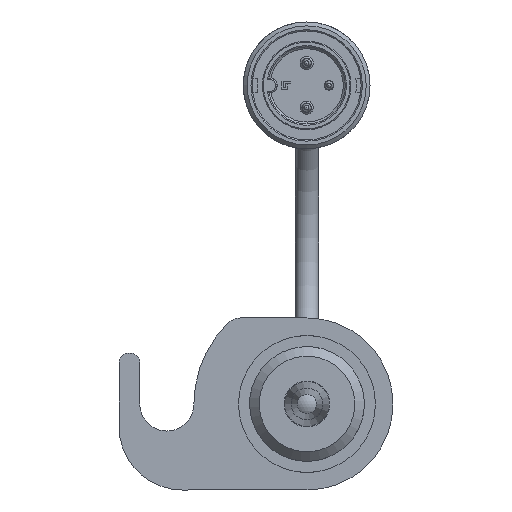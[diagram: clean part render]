
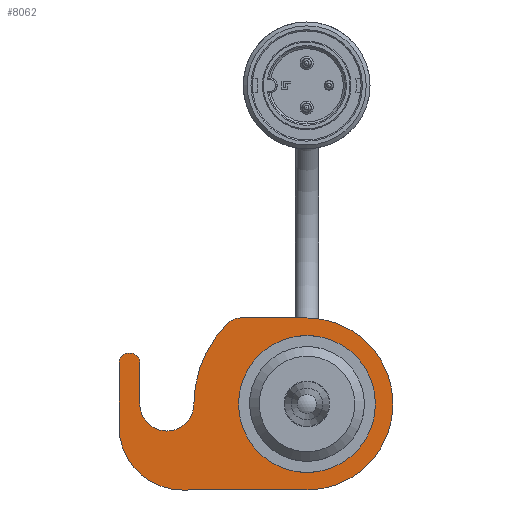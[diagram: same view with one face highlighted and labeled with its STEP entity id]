
A CAD part, left-side view. The second image highlights one B-rep face of the part: STEP entity #8062.
In plain terms, the highlighted planar face has unit normal (-1, 0, 0).
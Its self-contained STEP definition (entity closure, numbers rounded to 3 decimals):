
#662=LINE('',#13711,#1352);
#666=LINE('',#13723,#1356);
#670=LINE('',#13735,#1360);
#674=LINE('',#13747,#1364);
#678=LINE('',#13758,#1368);
#1352=VECTOR('',#11002,10.);
#1356=VECTOR('',#11014,10.);
#1360=VECTOR('',#11026,10.);
#1364=VECTOR('',#11038,10.);
#1368=VECTOR('',#11050,10.);
#1772=PLANE('',#8872);
#1865=FACE_BOUND('',#2758,.T.);
#2266=FACE_OUTER_BOUND('',#2757,.T.);
#2757=EDGE_LOOP('',(#7016,#7017,#7018,#7019,#7020,#7021,#7022,#7023,#7024,
#7025,#7026,#7027));
#2758=EDGE_LOOP('',(#7028));
#3157=CIRCLE('',#8842,10.75);
#3159=CIRCLE('',#8847,3.);
#3161=CIRCLE('',#8850,17.75);
#3163=CIRCLE('',#8853,4.25);
#3165=CIRCLE('',#8857,1.5);
#3167=CIRCLE('',#8861,1.5);
#3169=CIRCLE('',#8865,10.);
#3171=CIRCLE('',#8869,13.5);
#3853=VERTEX_POINT('',#13682);
#3855=VERTEX_POINT('',#13689);
#3856=VERTEX_POINT('',#13690);
#3859=VERTEX_POINT('',#13698);
#3861=VERTEX_POINT('',#13704);
#3863=VERTEX_POINT('',#13710);
#3865=VERTEX_POINT('',#13716);
#3867=VERTEX_POINT('',#13722);
#3869=VERTEX_POINT('',#13728);
#3871=VERTEX_POINT('',#13734);
#3873=VERTEX_POINT('',#13740);
#3875=VERTEX_POINT('',#13746);
#3877=VERTEX_POINT('',#13752);
#4905=EDGE_CURVE('',#3853,#3853,#3157,.T.);
#4907=EDGE_CURVE('',#3855,#3856,#3159,.T.);
#4911=EDGE_CURVE('',#3856,#3859,#3161,.T.);
#4914=EDGE_CURVE('',#3859,#3861,#3163,.T.);
#4917=EDGE_CURVE('',#3861,#3863,#662,.T.);
#4920=EDGE_CURVE('',#3863,#3865,#3165,.T.);
#4923=EDGE_CURVE('',#3865,#3867,#666,.T.);
#4926=EDGE_CURVE('',#3867,#3869,#3167,.T.);
#4929=EDGE_CURVE('',#3869,#3871,#670,.T.);
#4932=EDGE_CURVE('',#3871,#3873,#3169,.T.);
#4935=EDGE_CURVE('',#3873,#3875,#674,.T.);
#4938=EDGE_CURVE('',#3875,#3877,#3171,.T.);
#4941=EDGE_CURVE('',#3877,#3855,#678,.T.);
#7016=ORIENTED_EDGE('',*,*,#4941,.T.);
#7017=ORIENTED_EDGE('',*,*,#4907,.T.);
#7018=ORIENTED_EDGE('',*,*,#4911,.T.);
#7019=ORIENTED_EDGE('',*,*,#4914,.T.);
#7020=ORIENTED_EDGE('',*,*,#4917,.T.);
#7021=ORIENTED_EDGE('',*,*,#4920,.T.);
#7022=ORIENTED_EDGE('',*,*,#4923,.T.);
#7023=ORIENTED_EDGE('',*,*,#4926,.T.);
#7024=ORIENTED_EDGE('',*,*,#4929,.T.);
#7025=ORIENTED_EDGE('',*,*,#4932,.T.);
#7026=ORIENTED_EDGE('',*,*,#4935,.T.);
#7027=ORIENTED_EDGE('',*,*,#4938,.T.);
#7028=ORIENTED_EDGE('',*,*,#4905,.T.);
#8062=ADVANCED_FACE('',(#2266,#1865),#1772,.T.);
#8842=AXIS2_PLACEMENT_3D('',#13683,#10970,#10971);
#8847=AXIS2_PLACEMENT_3D('',#13691,#10980,#10981);
#8850=AXIS2_PLACEMENT_3D('',#13699,#10988,#10989);
#8853=AXIS2_PLACEMENT_3D('',#13705,#10995,#10996);
#8857=AXIS2_PLACEMENT_3D('',#13717,#11007,#11008);
#8861=AXIS2_PLACEMENT_3D('',#13729,#11019,#11020);
#8865=AXIS2_PLACEMENT_3D('',#13741,#11031,#11032);
#8869=AXIS2_PLACEMENT_3D('',#13753,#11043,#11044);
#8872=AXIS2_PLACEMENT_3D('',#13760,#11052,#11053);
#10970=DIRECTION('center_axis',(1.,0.,0.));
#10971=DIRECTION('ref_axis',(0.,0.,
-1.));
#10980=DIRECTION('center_axis',(-1.,0.,0.));
#10981=DIRECTION('ref_axis',(0.,0.,
1.));
#10988=DIRECTION('center_axis',(-1.,0.,0.));
#10989=DIRECTION('ref_axis',(0.,0.702,0.712));
#10995=DIRECTION('center_axis',(1.,0.,0.));
#10996=DIRECTION('ref_axis',(0.,-1.,0.));
#11002=DIRECTION('',(0.,0.,1.));
#11007=DIRECTION('center_axis',(-1.,0.,0.));
#11008=DIRECTION('ref_axis',(0.,-1.,0.));
#11014=DIRECTION('',(0.,1.,0.));
#11019=DIRECTION('center_axis',(-1.,0.,0.));
#11020=DIRECTION('ref_axis',(0.,0.,
1.));
#11026=DIRECTION('',(0.,0.,-1.));
#11031=DIRECTION('center_axis',(-1.,0.,0.));
#11032=DIRECTION('ref_axis',(0.,1.,0.));
#11038=DIRECTION('',(0.,-1.,0.));
#11043=DIRECTION('center_axis',(-1.,0.,0.));
#11044=DIRECTION('ref_axis',(0.,0.,
-1.));
#11050=DIRECTION('',(0.,1.,0.));
#11052=DIRECTION('center_axis',(-1.,0.,0.));
#11053=DIRECTION('ref_axis',(0.,0.,
-1.));
#13682=CARTESIAN_POINT('',(0.,0.,10.75));
#13683=CARTESIAN_POINT('Origin',(0.,0.,0.));
#13689=CARTESIAN_POINT('',(0.,10.359,13.5));
#13690=CARTESIAN_POINT('',(0.,12.466,12.636));
#13691=CARTESIAN_POINT('Origin',(0.,10.359,
10.5));
#13698=CARTESIAN_POINT('',(0.,17.75,0.));
#13699=CARTESIAN_POINT('Origin',(0.,0.,0.));
#13704=CARTESIAN_POINT('',(0.,26.25,0.));
#13705=CARTESIAN_POINT('Origin',(0.,22.,
0.));
#13710=CARTESIAN_POINT('',(0.,26.25,6.5));
#13711=CARTESIAN_POINT('',(0.,26.25,0.));
#13716=CARTESIAN_POINT('',(0.,27.75,8.));
#13717=CARTESIAN_POINT('Origin',(0.,27.75,
6.5));
#13722=CARTESIAN_POINT('',(0.,28.,8.));
#13723=CARTESIAN_POINT('',(0.,27.75,8.));
#13728=CARTESIAN_POINT('',(0.,29.5,6.5));
#13729=CARTESIAN_POINT('Origin',(0.,28.,
6.5));
#13734=CARTESIAN_POINT('',(0.,29.5,-3.5));
#13735=CARTESIAN_POINT('',(0.,29.5,6.5));
#13740=CARTESIAN_POINT('',(0.,19.5,-13.5));
#13741=CARTESIAN_POINT('Origin',(0.,19.5,
-3.5));
#13746=CARTESIAN_POINT('',(0.,0.,
-13.5));
#13747=CARTESIAN_POINT('',(0.,19.5,-13.5));
#13752=CARTESIAN_POINT('',(0.,0.,13.5));
#13753=CARTESIAN_POINT('Origin',(0.,0.,0.));
#13758=CARTESIAN_POINT('',(0.,0.,13.5));
#13760=CARTESIAN_POINT('Origin',(0.,10.814,
-0.937));
